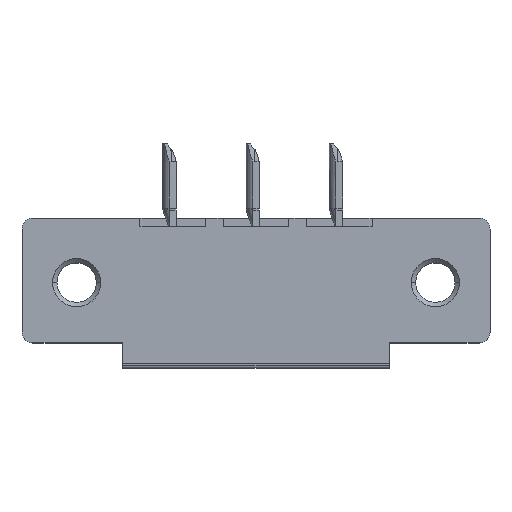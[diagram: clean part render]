
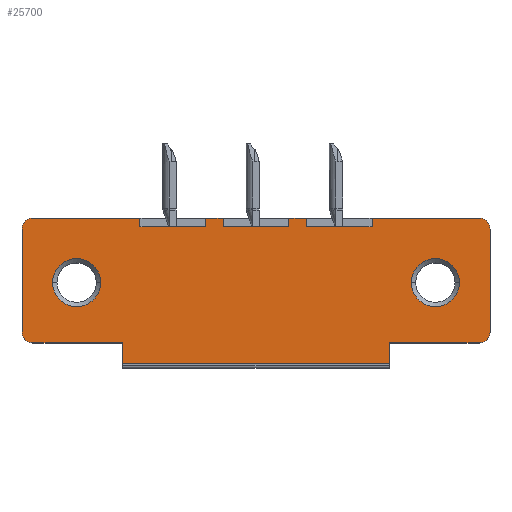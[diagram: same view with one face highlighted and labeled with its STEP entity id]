
A CAD part, top view. The second image highlights one B-rep face of the part: STEP entity #25700.
In plain terms, the highlighted planar face has unit normal (0, 0, 1).
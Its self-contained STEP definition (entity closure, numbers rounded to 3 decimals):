
#5532=CARTESIAN_POINT('',(-12.02,0.,0.));
#5533=DIRECTION('',(0.,0.,-1.));
#5534=DIRECTION('',(1.,0.,0.));
#5535=AXIS2_PLACEMENT_3D('',#5532,#5533,#5534);
#5537=CARTESIAN_POINT('',(-12.02,0.,0.));
#5538=DIRECTION('',(0.,0.,-1.));
#5539=DIRECTION('',(-1.,0.,0.));
#5540=AXIS2_PLACEMENT_3D('',#5537,#5538,#5539);
#5542=CARTESIAN_POINT('',(4.4,0.,0.));
#5543=DIRECTION('',(0.,0.,-1.));
#5544=DIRECTION('',(1.,0.,0.));
#5545=AXIS2_PLACEMENT_3D('',#5542,#5543,#5544);
#5547=CARTESIAN_POINT('',(4.4,0.,0.));
#5548=DIRECTION('',(0.,0.,-1.));
#5549=DIRECTION('',(-1.,0.,0.));
#5550=AXIS2_PLACEMENT_3D('',#5547,#5548,#5549);
#5552=DIRECTION('',(0.,-1.,0.));
#5553=VECTOR('',#5552,0.4);
#5554=CARTESIAN_POINT('',(-6.12,2.95,0.));
#5555=LINE('',#5554,#5553);
#5556=DIRECTION('',(1.,0.,0.));
#5557=VECTOR('',#5556,0.81);
#5558=CARTESIAN_POINT('',(-6.12,2.95,0.));
#5559=LINE('',#5558,#5557);
#5560=DIRECTION('',(0.,-1.,0.));
#5561=VECTOR('',#5560,0.4);
#5562=CARTESIAN_POINT('',(-5.31,2.95,0.));
#5563=LINE('',#5562,#5561);
#5564=DIRECTION('',(0.,-1.,0.));
#5565=VECTOR('',#5564,0.4);
#5566=CARTESIAN_POINT('',(-2.31,2.95,0.));
#5567=LINE('',#5566,#5565);
#5568=DIRECTION('',(1.,0.,0.));
#5569=VECTOR('',#5568,0.81);
#5570=CARTESIAN_POINT('',(-2.31,2.95,0.));
#5571=LINE('',#5570,#5569);
#5572=DIRECTION('',(0.,-1.,0.));
#5573=VECTOR('',#5572,0.4);
#5574=CARTESIAN_POINT('',(-1.5,2.95,0.));
#5575=LINE('',#5574,#5573);
#5576=DIRECTION('',(0.,-1.,0.));
#5577=VECTOR('',#5576,0.4);
#5578=CARTESIAN_POINT('',(1.5,2.95,0.));
#5579=LINE('',#5578,#5577);
#5580=DIRECTION('',(1.,0.,0.));
#5581=VECTOR('',#5580,4.9);
#5582=CARTESIAN_POINT('',(1.5,2.95,0.));
#5583=LINE('',#5582,#5581);
#5584=CARTESIAN_POINT('',(6.4,2.45,0.));
#5585=DIRECTION('',(0.,0.,1.));
#5586=DIRECTION('',(1.,0.,0.));
#5587=AXIS2_PLACEMENT_3D('',#5584,#5585,#5586);
#5589=DIRECTION('',(0.,-1.,0.));
#5590=VECTOR('',#5589,4.7);
#5591=CARTESIAN_POINT('',(6.9,2.45,0.));
#5592=LINE('',#5591,#5590);
#5593=CARTESIAN_POINT('',(6.4,-2.25,0.));
#5594=DIRECTION('',(0.,0.,1.));
#5595=DIRECTION('',(0.,-1.,0.));
#5596=AXIS2_PLACEMENT_3D('',#5593,#5594,#5595);
#5598=DIRECTION('',(-1.,0.,0.));
#5599=VECTOR('',#5598,4.1);
#5600=CARTESIAN_POINT('',(6.4,-2.75,0.));
#5601=LINE('',#5600,#5599);
#5602=DIRECTION('',(1.,0.,0.));
#5603=VECTOR('',#5602,4.1);
#5604=CARTESIAN_POINT('',(-14.02,-2.75,0.));
#5605=LINE('',#5604,#5603);
#5606=CARTESIAN_POINT('',(-14.02,-2.25,0.));
#5607=DIRECTION('',(0.,0.,1.));
#5608=DIRECTION('',(-1.,0.,0.));
#5609=AXIS2_PLACEMENT_3D('',#5606,#5607,#5608);
#5611=DIRECTION('',(0.,-1.,0.));
#5612=VECTOR('',#5611,4.7);
#5613=CARTESIAN_POINT('',(-14.52,2.45,0.));
#5614=LINE('',#5613,#5612);
#5615=CARTESIAN_POINT('',(-14.02,2.45,0.));
#5616=DIRECTION('',(0.,0.,1.));
#5617=DIRECTION('',(0.,1.,0.));
#5618=AXIS2_PLACEMENT_3D('',#5615,#5616,#5617);
#5620=DIRECTION('',(1.,0.,0.));
#5621=VECTOR('',#5620,4.9);
#5622=CARTESIAN_POINT('',(-14.02,2.95,0.));
#5623=LINE('',#5622,#5621);
#5624=DIRECTION('',(0.,-1.,0.));
#5625=VECTOR('',#5624,0.4);
#5626=CARTESIAN_POINT('',(-9.12,2.95,0.));
#5627=LINE('',#5626,#5625);
#11238=DIRECTION('',(0.,-1.,0.));
#11239=VECTOR('',#11238,0.95);
#11240=CARTESIAN_POINT('',(2.3,-2.75,0.));
#11241=LINE('',#11240,#11239);
#11330=DIRECTION('',(1.,0.,0.));
#11331=VECTOR('',#11330,12.22);
#11332=CARTESIAN_POINT('',(-9.92,-3.7,0.));
#11333=LINE('',#11332,#11331);
#11552=DIRECTION('',(0.,-1.,0.));
#11553=VECTOR('',#11552,0.95);
#11554=CARTESIAN_POINT('',(-9.92,-2.75,0.));
#11555=LINE('',#11554,#11553);
#11628=DIRECTION('',(-1.,0.,0.));
#11629=VECTOR('',#11628,3.);
#11630=CARTESIAN_POINT('',(-6.12,2.55,0.));
#11631=LINE('',#11630,#11629);
#11636=DIRECTION('',(-1.,0.,0.));
#11637=VECTOR('',#11636,3.);
#11638=CARTESIAN_POINT('',(-2.31,2.55,0.));
#11639=LINE('',#11638,#11637);
#11644=DIRECTION('',(-1.,0.,0.));
#11645=VECTOR('',#11644,3.);
#11646=CARTESIAN_POINT('',(1.5,2.55,0.));
#11647=LINE('',#11646,#11645);
#18068=CARTESIAN_POINT('',(-1.5,2.95,0.));
#18070=VERTEX_POINT('',#18068);
#18072=CARTESIAN_POINT('',(1.5,2.95,0.));
#18074=VERTEX_POINT('',#18072);
#18076=CARTESIAN_POINT('',(-1.5,2.55,0.));
#18077=VERTEX_POINT('',#18076);
#18078=CARTESIAN_POINT('',(1.5,2.55,0.));
#18079=VERTEX_POINT('',#18078);
#18242=CARTESIAN_POINT('',(-5.31,2.55,0.));
#18243=VERTEX_POINT('',#18242);
#18246=CARTESIAN_POINT('',(-2.31,2.55,0.));
#18247=VERTEX_POINT('',#18246);
#18250=CARTESIAN_POINT('',(-5.31,2.95,0.));
#18251=VERTEX_POINT('',#18250);
#18252=CARTESIAN_POINT('',(-2.31,2.95,0.));
#18253=VERTEX_POINT('',#18252);
#18416=CARTESIAN_POINT('',(-9.12,2.55,0.));
#18417=VERTEX_POINT('',#18416);
#18420=CARTESIAN_POINT('',(-6.12,2.55,0.));
#18421=VERTEX_POINT('',#18420);
#18424=CARTESIAN_POINT('',(-9.12,2.95,0.));
#18425=VERTEX_POINT('',#18424);
#18426=CARTESIAN_POINT('',(-6.12,2.95,0.));
#18427=VERTEX_POINT('',#18426);
#18546=CARTESIAN_POINT('',(2.3,-3.7,0.));
#18548=VERTEX_POINT('',#18546);
#18562=CARTESIAN_POINT('',(-9.92,-3.7,0.));
#18563=VERTEX_POINT('',#18562);
#18610=CARTESIAN_POINT('',(2.3,-2.75,0.));
#18612=VERTEX_POINT('',#18610);
#18626=CARTESIAN_POINT('',(6.9,2.45,0.));
#18627=CARTESIAN_POINT('',(6.4,2.95,0.));
#18628=VERTEX_POINT('',#18626);
#18629=VERTEX_POINT('',#18627);
#18634=CARTESIAN_POINT('',(6.4,-2.75,0.));
#18635=CARTESIAN_POINT('',(6.9,-2.25,0.));
#18636=VERTEX_POINT('',#18634);
#18637=VERTEX_POINT('',#18635);
#18642=CARTESIAN_POINT('',(-9.92,-2.75,0.));
#18644=VERTEX_POINT('',#18642);
#18662=CARTESIAN_POINT('',(-14.02,2.95,0.));
#18663=VERTEX_POINT('',#18662);
#18664=CARTESIAN_POINT('',(-14.52,2.45,0.));
#18665=VERTEX_POINT('',#18664);
#18670=CARTESIAN_POINT('',(-14.52,-2.25,0.));
#18671=VERTEX_POINT('',#18670);
#18672=CARTESIAN_POINT('',(-14.02,-2.75,0.));
#18673=VERTEX_POINT('',#18672);
#18674=CARTESIAN_POINT('',(-10.92,0.,0.));
#18675=CARTESIAN_POINT('',(-13.12,0.,0.));
#18676=VERTEX_POINT('',#18674);
#18677=VERTEX_POINT('',#18675);
#18682=CARTESIAN_POINT('',(5.5,0.,0.));
#18683=CARTESIAN_POINT('',(3.3,0.,0.));
#18684=VERTEX_POINT('',#18682);
#18685=VERTEX_POINT('',#18683);
#25634=CARTESIAN_POINT('',(-1.905,2.95,0.));
#25635=DIRECTION('',(0.,0.,1.));
#25636=DIRECTION('',(0.,-1.,0.));
#25637=AXIS2_PLACEMENT_3D('',#25634,#25635,#25636);
#25638=PLANE('',#25637);
#25640=ORIENTED_EDGE('',*,*,#25639,.F.);
#25642=ORIENTED_EDGE('',*,*,#25641,.F.);
#25644=ORIENTED_EDGE('',*,*,#25643,.T.);
#25646=ORIENTED_EDGE('',*,*,#25645,.T.);
#25648=ORIENTED_EDGE('',*,*,#25647,.F.);
#25650=ORIENTED_EDGE('',*,*,#25649,.F.);
#25652=ORIENTED_EDGE('',*,*,#25651,.T.);
#25654=ORIENTED_EDGE('',*,*,#25653,.T.);
#25656=ORIENTED_EDGE('',*,*,#25655,.F.);
#25658=ORIENTED_EDGE('',*,*,#25657,.F.);
#25660=ORIENTED_EDGE('',*,*,#25659,.T.);
#25662=ORIENTED_EDGE('',*,*,#25661,.F.);
#25664=ORIENTED_EDGE('',*,*,#25663,.T.);
#25666=ORIENTED_EDGE('',*,*,#25665,.F.);
#25668=ORIENTED_EDGE('',*,*,#25667,.T.);
#25670=ORIENTED_EDGE('',*,*,#25669,.T.);
#25672=ORIENTED_EDGE('',*,*,#25671,.F.);
#25674=ORIENTED_EDGE('',*,*,#25673,.F.);
#25676=ORIENTED_EDGE('',*,*,#25675,.F.);
#25678=ORIENTED_EDGE('',*,*,#25677,.F.);
#25680=ORIENTED_EDGE('',*,*,#25679,.F.);
#25682=ORIENTED_EDGE('',*,*,#25681,.F.);
#25684=ORIENTED_EDGE('',*,*,#25683,.T.);
#25686=ORIENTED_EDGE('',*,*,#25685,.T.);
#25687=EDGE_LOOP('',(#25640,#25642,#25644,#25646,#25648,#25650,#25652,#25654,
#25656,#25658,#25660,#25662,#25664,#25666,#25668,#25670,#25672,#25674,#25676,
#25678,#25680,#25682,#25684,#25686));
#25688=FACE_OUTER_BOUND('',#25687,.F.);
#25690=ORIENTED_EDGE('',*,*,#25689,.F.);
#25692=ORIENTED_EDGE('',*,*,#25691,.F.);
#25693=EDGE_LOOP('',(#25690,#25692));
#25694=FACE_BOUND('',#25693,.F.);
#25695=ORIENTED_EDGE('',*,*,#25624,.F.);
#25697=ORIENTED_EDGE('',*,*,#25696,.F.);
#25698=EDGE_LOOP('',(#25695,#25697));
#25699=FACE_BOUND('',#25698,.F.);
#25700=ADVANCED_FACE('',(#25688,#25694,#25699),#25638,.T.);
#5536=CIRCLE('',#5535,1.1);
#5541=CIRCLE('',#5540,1.1);
#5546=CIRCLE('',#5545,1.1);
#5551=CIRCLE('',#5550,1.1);
#5588=CIRCLE('',#5587,0.5);
#5597=CIRCLE('',#5596,0.5);
#5610=CIRCLE('',#5609,0.5);
#5619=CIRCLE('',#5618,0.5);
#25624=EDGE_CURVE('',#18676,#18677,#5536,.T.);
#25639=EDGE_CURVE('',#18421,#18417,#11631,.T.);
#25641=EDGE_CURVE('',#18427,#18421,#5555,.T.);
#25643=EDGE_CURVE('',#18427,#18251,#5559,.T.);
#25645=EDGE_CURVE('',#18251,#18243,#5563,.T.);
#25647=EDGE_CURVE('',#18247,#18243,#11639,.T.);
#25649=EDGE_CURVE('',#18253,#18247,#5567,.T.);
#25651=EDGE_CURVE('',#18253,#18070,#5571,.T.);
#25653=EDGE_CURVE('',#18070,#18077,#5575,.T.);
#25655=EDGE_CURVE('',#18079,#18077,#11647,.T.);
#25657=EDGE_CURVE('',#18074,#18079,#5579,.T.);
#25659=EDGE_CURVE('',#18074,#18629,#5583,.T.);
#25661=EDGE_CURVE('',#18628,#18629,#5588,.T.);
#25663=EDGE_CURVE('',#18628,#18637,#5592,.T.);
#25665=EDGE_CURVE('',#18636,#18637,#5597,.T.);
#25667=EDGE_CURVE('',#18636,#18612,#5601,.T.);
#25669=EDGE_CURVE('',#18612,#18548,#11241,.T.);
#25671=EDGE_CURVE('',#18563,#18548,#11333,.T.);
#25673=EDGE_CURVE('',#18644,#18563,#11555,.T.);
#25675=EDGE_CURVE('',#18673,#18644,#5605,.T.);
#25677=EDGE_CURVE('',#18671,#18673,#5610,.T.);
#25679=EDGE_CURVE('',#18665,#18671,#5614,.T.);
#25681=EDGE_CURVE('',#18663,#18665,#5619,.T.);
#25683=EDGE_CURVE('',#18663,#18425,#5623,.T.);
#25685=EDGE_CURVE('',#18425,#18417,#5627,.T.);
#25689=EDGE_CURVE('',#18684,#18685,#5546,.T.);
#25691=EDGE_CURVE('',#18685,#18684,#5551,.T.);
#25696=EDGE_CURVE('',#18677,#18676,#5541,.T.);
